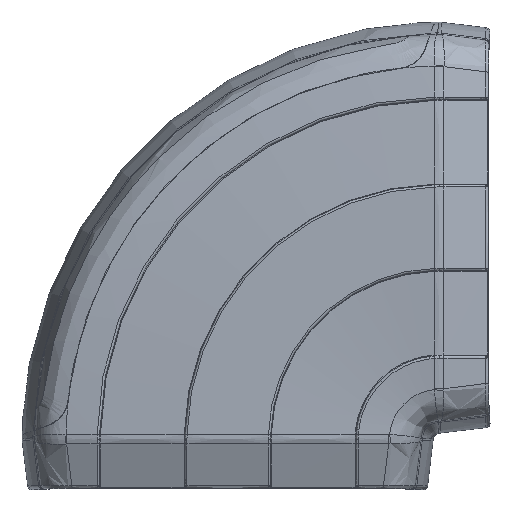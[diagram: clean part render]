
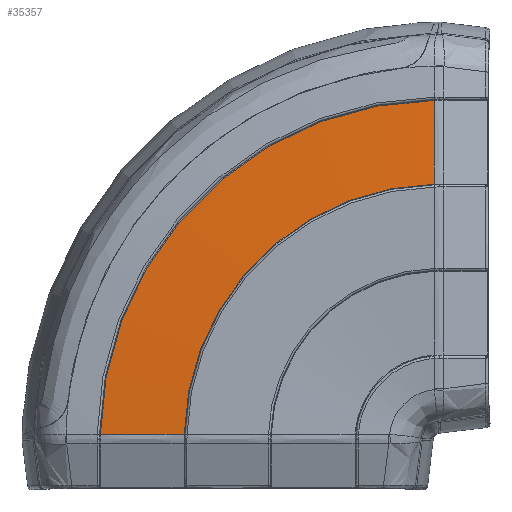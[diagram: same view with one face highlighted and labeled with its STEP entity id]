
A CAD part, left-side view. The second image highlights one B-rep face of the part: STEP entity #35357.
In plain terms, the highlighted toroidal (fillet/blend) face has major radius 48.083 mm and minor radius 286.042 mm.
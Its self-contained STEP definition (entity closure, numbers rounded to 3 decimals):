
#423 = CARTESIAN_POINT ( 'NONE',  ( -54.579, -11.872, 170.846 ) ) ;
#7299 = DIRECTION ( 'NONE',  ( 0., 0., -1. ) ) ;
#8339 = CARTESIAN_POINT ( 'NONE',  ( -53.283, -11.868, 189.881 ) ) ;
#8515 = CARTESIAN_POINT ( 'NONE',  ( 231.292, -13., 112.88 ) ) ;
#8544 = ORIENTED_EDGE ( 'NONE', *, *, #44102, .T. ) ;
#8897 = CARTESIAN_POINT ( 'NONE',  ( -54.389, -11.871, 176.319 ) ) ;
#12432 = VERTEX_POINT ( 'NONE', #423 ) ;
#13435 = CARTESIAN_POINT ( 'NONE',  ( -54.579, -13., 112.88 ) ) ;
#15821 = AXIS2_PLACEMENT_3D ( 'NONE', #8515, #56423, #66542 ) ;
#21692 = B_SPLINE_CURVE_WITH_KNOTS ( 'NONE', 3,
 ( #45093, #66752, #44863, #55017 ),
 .UNSPECIFIED., .F., .F.,
 ( 4, 4 ),
 ( 0., 1. ),
 .UNSPECIFIED. ) ;
#22369 = FACE_OUTER_BOUND ( 'NONE', #58044, .T. ) ;
#23351 = ORIENTED_EDGE ( 'NONE', *, *, #28177, .T. ) ;
#25483 = VERTEX_POINT ( 'NONE', #41803 ) ;
#25491 = B_SPLINE_CURVE_WITH_KNOTS ( 'NONE', 3,
 ( #41033, #8897, #57484, #63106 ),
 .UNSPECIFIED., .F., .F.,
 ( 4, 4 ),
 ( 0., 1. ),
 .UNSPECIFIED. ) ;
#26020 = CARTESIAN_POINT ( 'NONE',  ( -53.283, -13., 112.88 ) ) ;
#26731 = VERTEX_POINT ( 'NONE', #8339 ) ;
#28177 = EDGE_CURVE ( 'NONE', #25483, #12432, #36119, .T. ) ;
#29145 = ORIENTED_EDGE ( 'NONE', *, *, #39561, .T. ) ;
#34446 = EDGE_CURVE ( 'NONE', #26731, #42318, #53889, .T. ) ;
#35357 = ADVANCED_FACE ( 'NONE', ( #22369 ), #48361, .T. ) ;
#36119 = CIRCLE ( 'NONE', #68350, 57.977 ) ;
#39054 = ORIENTED_EDGE ( 'NONE', *, *, #34446, .T. ) ;
#39561 = EDGE_CURVE ( 'NONE', #42318, #25483, #21692, .T. ) ;
#40531 = AXIS2_PLACEMENT_3D ( 'NONE', #26020, #64096, #47407 ) ;
#41033 = CARTESIAN_POINT ( 'NONE',  ( -54.579, -11.872, 170.846 ) ) ;
#41803 = CARTESIAN_POINT ( 'NONE',  ( -54.579, 44.966, 114.007 ) ) ;
#42318 = VERTEX_POINT ( 'NONE', #43819 ) ;
#43819 = CARTESIAN_POINT ( 'NONE',  ( -53.283, 64.001, 114.011 ) ) ;
#44102 = EDGE_CURVE ( 'NONE', #12432, #26731, #25491, .T. ) ;
#44863 = CARTESIAN_POINT ( 'NONE',  ( -54.389, 50.439, 114.009 ) ) ;
#45093 = CARTESIAN_POINT ( 'NONE',  ( -53.283, 64.001, 114.011 ) ) ;
#47407 = DIRECTION ( 'NONE',  ( 0., 0., -1. ) ) ;
#48361 = TOROIDAL_SURFACE ( 'NONE', #15821, 48.083, 286.042 ) ;
#53889 = CIRCLE ( 'NONE', #40531, 77.009 ) ;
#55017 = CARTESIAN_POINT ( 'NONE',  ( -54.579, 44.966, 114.007 ) ) ;
#55439 = DIRECTION ( 'NONE',  ( 1., 0., 0. ) ) ;
#56423 = DIRECTION ( 'NONE',  ( -1., 0., 0. ) ) ;
#57484 = CARTESIAN_POINT ( 'NONE',  ( -54.016, -11.87, 182.673 ) ) ;
#58044 = EDGE_LOOP ( 'NONE', ( #29145, #23351, #8544, #39054 ) ) ;
#63106 = CARTESIAN_POINT ( 'NONE',  ( -53.283, -11.868, 189.881 ) ) ;
#64096 = DIRECTION ( 'NONE',  ( -1., 0., 0. ) ) ;
#66542 = DIRECTION ( 'NONE',  ( 0., 0., 1. ) ) ;
#66752 = CARTESIAN_POINT ( 'NONE',  ( -54.016, 56.793, 114.01 ) ) ;
#68350 = AXIS2_PLACEMENT_3D ( 'NONE', #13435, #55439, #7299 ) ;
